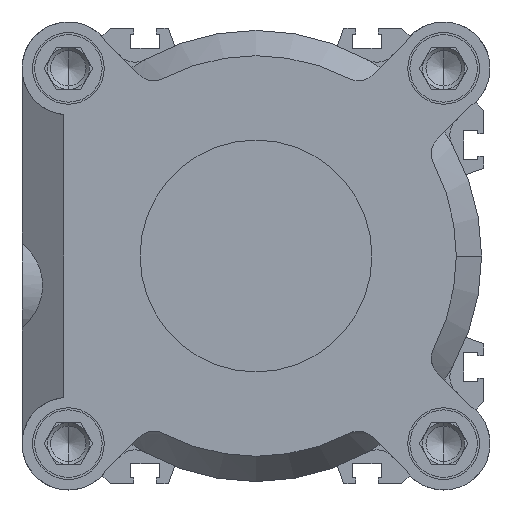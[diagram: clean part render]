
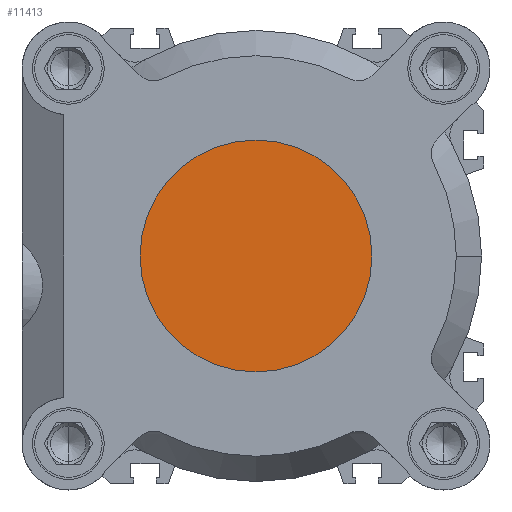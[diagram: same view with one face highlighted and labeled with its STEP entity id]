
A CAD part, left-side view. The second image highlights one B-rep face of the part: STEP entity #11413.
In plain terms, the highlighted face is planar.
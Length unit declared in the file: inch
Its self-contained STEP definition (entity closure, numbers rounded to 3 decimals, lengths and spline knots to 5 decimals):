
#627 = EDGE_CURVE ( 'NONE', #9181, #12777, #13187, .T. ) ;
#979 = EDGE_CURVE ( 'NONE', #12777, #9181, #9685, .T. ) ;
#1461 = CARTESIAN_POINT ( 'NONE',  ( 1.73228, 1.08268, 0. ) ) ;
#1608 = CARTESIAN_POINT ( 'NONE',  ( 1.73228, 0., 1.08268 ) ) ;
#1635 = CARTESIAN_POINT ( 'NONE',  ( 1.73228, 0., -1.08268 ) ) ;
#2209 = ORIENTED_EDGE ( 'NONE', *, *, #627, .F. ) ;
#2567 = DIRECTION ( 'NONE',  ( 0., 0., 1. ) ) ;
#3637 = PLANE ( 'NONE',  #13722 ) ;
#6186 = ORIENTED_EDGE ( 'NONE', *, *, #979, .F. ) ;
#6512 = FACE_OUTER_BOUND ( 'NONE', #11251, .T. ) ;
#7310 = DIRECTION ( 'NONE',  ( 0., 0., 1. ) ) ;
#7360 = DIRECTION ( 'NONE',  ( -1., 0., 0. ) ) ;
#7408 = CARTESIAN_POINT ( 'NONE',  ( 1.73228, 0., 0. ) ) ;
#7451 = AXIS2_PLACEMENT_3D ( 'NONE', #7408, #7360, #7310 ) ;
#9181 = VERTEX_POINT ( 'NONE', #1635 ) ;
#9208 = DIRECTION ( 'NONE',  ( -1., 0., 0. ) ) ;
#9685 = CIRCLE ( 'NONE', #12354, 1.08268 ) ;
#11251 = EDGE_LOOP ( 'NONE', ( #6186, #2209 ) ) ;
#11413 = ADVANCED_FACE ( 'NONE', ( #6512 ), #3637, .F. ) ;
#12354 = AXIS2_PLACEMENT_3D ( 'NONE', #13161, #13101, #13054 ) ;
#12777 = VERTEX_POINT ( 'NONE', #1608 ) ;
#13054 = DIRECTION ( 'NONE',  ( 0., 0., 1. ) ) ;
#13101 = DIRECTION ( 'NONE',  ( -1., 0., 0. ) ) ;
#13161 = CARTESIAN_POINT ( 'NONE',  ( 1.73228, 0., 0. ) ) ;
#13187 = CIRCLE ( 'NONE', #7451, 1.08268 ) ;
#13722 = AXIS2_PLACEMENT_3D ( 'NONE', #1461, #9208, #2567 ) ;
